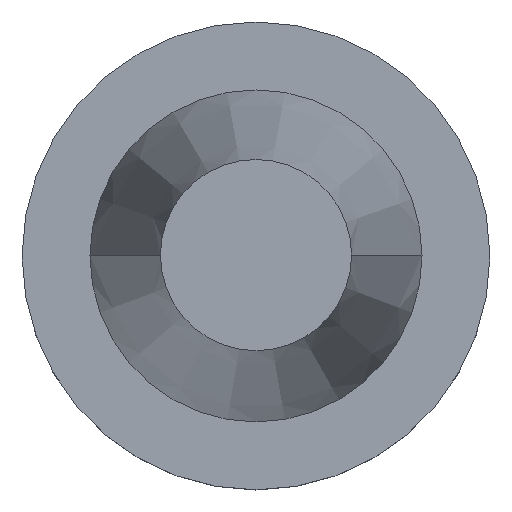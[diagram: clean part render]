
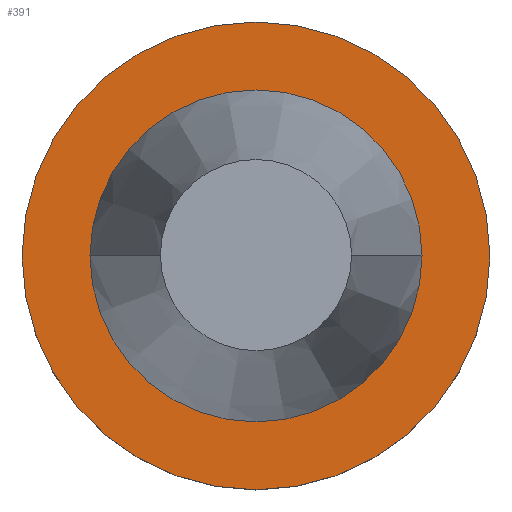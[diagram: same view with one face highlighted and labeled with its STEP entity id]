
A CAD part, top view. The second image highlights one B-rep face of the part: STEP entity #391.
In plain terms, the highlighted planar face has unit normal (0, 0, 1).
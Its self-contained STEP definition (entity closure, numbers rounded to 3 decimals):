
#4 = ORIENTED_EDGE ( 'NONE', *, *, #688, .F. ) ;
#9 = CIRCLE ( 'NONE', #306, 49.215 ) ;
#15 = AXIS2_PLACEMENT_3D ( 'NONE', #219, #735, #89 ) ;
#89 = DIRECTION ( 'NONE',  ( 1., 0., 0. ) ) ;
#103 = ORIENTED_EDGE ( 'NONE', *, *, #195, .T. ) ;
#105 = AXIS2_PLACEMENT_3D ( 'NONE', #465, #199, #722 ) ;
#123 = EDGE_LOOP ( 'NONE', ( #568, #4 ) ) ;
#177 = DIRECTION ( 'NONE',  ( 1., 0., 0. ) ) ;
#194 = VERTEX_POINT ( 'NONE', #431 ) ;
#195 = EDGE_CURVE ( 'NONE', #768, #194, #670, .T. ) ;
#199 = DIRECTION ( 'NONE',  ( 0., 0., -1. ) ) ;
#219 = CARTESIAN_POINT ( 'NONE',  ( 0., 0., -1.5 ) ) ;
#220 = EDGE_LOOP ( 'NONE', ( #340, #103 ) ) ;
#237 = EDGE_CURVE ( 'NONE', #194, #768, #9, .T. ) ;
#250 = CARTESIAN_POINT ( 'NONE',  ( 0., 0., -1.5 ) ) ;
#254 = DIRECTION ( 'NONE',  ( 0., 0., 1. ) ) ;
#306 = AXIS2_PLACEMENT_3D ( 'NONE', #250, #254, #177 ) ;
#310 = DIRECTION ( 'NONE',  ( 0., 0., 1. ) ) ;
#340 = ORIENTED_EDGE ( 'NONE', *, *, #237, .T. ) ;
#346 = CARTESIAN_POINT ( 'NONE',  ( -34.925, 0., -1.5 ) ) ;
#359 = CARTESIAN_POINT ( 'NONE',  ( 0., 0., -1.5 ) ) ;
#375 = CIRCLE ( 'NONE', #852, 34.925 ) ;
#377 = VERTEX_POINT ( 'NONE', #854 ) ;
#380 = FACE_OUTER_BOUND ( 'NONE', #220, .T. ) ;
#391 = ADVANCED_FACE ( 'NONE', ( #522, #380 ), #668, .F. ) ;
#430 = VERTEX_POINT ( 'NONE', #346 ) ;
#431 = CARTESIAN_POINT ( 'NONE',  ( 49.215, 0., -1.5 ) ) ;
#465 = CARTESIAN_POINT ( 'NONE',  ( 0., 49.215, -1.5 ) ) ;
#522 = FACE_BOUND ( 'NONE', #123, .T. ) ;
#537 = DIRECTION ( 'NONE',  ( 0., 0., 1. ) ) ;
#568 = ORIENTED_EDGE ( 'NONE', *, *, #588, .F. ) ;
#588 = EDGE_CURVE ( 'NONE', #377, #430, #375, .T. ) ;
#668 = PLANE ( 'NONE',  #105 ) ;
#670 = CIRCLE ( 'NONE', #778, 49.215 ) ;
#688 = EDGE_CURVE ( 'NONE', #430, #377, #727, .T. ) ;
#692 = DIRECTION ( 'NONE',  ( 1., 0., 0. ) ) ;
#722 = DIRECTION ( 'NONE',  ( -1., 0., 0. ) ) ;
#727 = CIRCLE ( 'NONE', #15, 34.925 ) ;
#735 = DIRECTION ( 'NONE',  ( 0., 0., 1. ) ) ;
#768 = VERTEX_POINT ( 'NONE', #803 ) ;
#778 = AXIS2_PLACEMENT_3D ( 'NONE', #811, #310, #692 ) ;
#803 = CARTESIAN_POINT ( 'NONE',  ( -49.215, 0., -1.5 ) ) ;
#809 = DIRECTION ( 'NONE',  ( 1., 0., 0. ) ) ;
#811 = CARTESIAN_POINT ( 'NONE',  ( 0., 0., -1.5 ) ) ;
#852 = AXIS2_PLACEMENT_3D ( 'NONE', #359, #537, #809 ) ;
#854 = CARTESIAN_POINT ( 'NONE',  ( 34.925, 0., -1.5 ) ) ;
